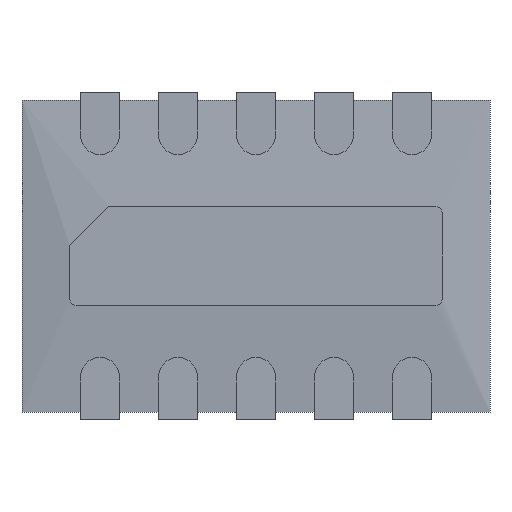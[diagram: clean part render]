
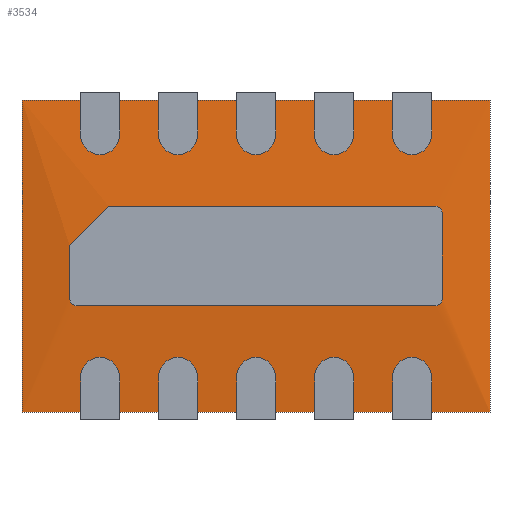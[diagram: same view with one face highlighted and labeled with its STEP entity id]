
A CAD part, front view. The second image highlights one B-rep face of the part: STEP entity #3534.
In plain terms, the highlighted planar face has unit normal (0, -1, 0).
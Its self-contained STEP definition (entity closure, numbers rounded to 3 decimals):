
#3308 = CARTESIAN_POINT ( 'NONE',  ( -1.5, 0.05, -1. ) ) ;
#3309 = VERTEX_POINT ( 'NONE', #3308 ) ;
#3310 = CARTESIAN_POINT ( 'NONE',  ( -1.5, 0.05, 1. ) ) ;
#3311 = VERTEX_POINT ( 'NONE', #3310 ) ;
#3312 = CARTESIAN_POINT ( 'NONE',  ( -1.5, 0.05, 1. ) ) ;
#3313 = DIRECTION ( 'NONE',  ( 0., 0., 1. ) ) ;
#3314 = VECTOR ( 'NONE', #3313, 1000. ) ;
#3315 = LINE ( 'NONE', #3312, #3314 ) ;
#3316 = EDGE_CURVE ( 'NONE', #3309, #3311, #3315, .T. ) ;
#3348 = CARTESIAN_POINT ( 'NONE',  ( 1.5, 0.05, 1. ) ) ;
#3349 = VERTEX_POINT ( 'NONE', #3348 ) ;
#3350 = CARTESIAN_POINT ( 'NONE',  ( 1.5, 0.05, 1. ) ) ;
#3351 = DIRECTION ( 'NONE',  ( 1., 0., 0. ) ) ;
#3352 = VECTOR ( 'NONE', #3351, 1000. ) ;
#3353 = LINE ( 'NONE', #3350, #3352 ) ;
#3354 = EDGE_CURVE ( 'NONE', #3311, #3349, #3353, .T. ) ;
#3379 = CARTESIAN_POINT ( 'NONE',  ( 1.5, 0.05, -1. ) ) ;
#3380 = VERTEX_POINT ( 'NONE', #3379 ) ;
#3381 = CARTESIAN_POINT ( 'NONE',  ( 1.5, 0.05, 1. ) ) ;
#3382 = DIRECTION ( 'NONE',  ( 0., 0., -1. ) ) ;
#3383 = VECTOR ( 'NONE', #3382, 1000. ) ;
#3384 = LINE ( 'NONE', #3381, #3383 ) ;
#3385 = EDGE_CURVE ( 'NONE', #3349, #3380, #3384, .T. ) ;
#3410 = CARTESIAN_POINT ( 'NONE',  ( 1.5, 0.05, -1. ) ) ;
#3411 = DIRECTION ( 'NONE',  ( -1., 0., 0. ) ) ;
#3412 = VECTOR ( 'NONE', #3411, 1000. ) ;
#3413 = LINE ( 'NONE', #3410, #3412 ) ;
#3414 = EDGE_CURVE ( 'NONE', #3380, #3309, #3413, .T. ) ;
#3454 = CARTESIAN_POINT ( 'NONE',  ( 1.195, 0., -0.27 ) ) ;
#3455 = VERTEX_POINT ( 'NONE', #3454 ) ;
#3456 = CARTESIAN_POINT ( 'NONE',  ( 1.195, 0., 0.27 ) ) ;
#3457 = VERTEX_POINT ( 'NONE', #3456 ) ;
#3458 = CARTESIAN_POINT ( 'NONE',  ( 1.195, 0., -0.32 ) ) ;
#3459 = DIRECTION ( 'NONE',  ( 0., 0., 1. ) ) ;
#3460 = VECTOR ( 'NONE', #3459, 1000. ) ;
#3461 = LINE ( 'NONE', #3458, #3460 ) ;
#3462 = EDGE_CURVE ( 'NONE', #3455, #3457, #3461, .T. ) ;
#3463 = ORIENTED_EDGE ( 'NONE', *, *, #3462, .F. ) ;
#3464 = CARTESIAN_POINT ( 'NONE',  ( 1.145, 0., -0.32 ) ) ;
#3465 = VERTEX_POINT ( 'NONE', #3464 ) ;
#3466 = CARTESIAN_POINT ( 'NONE',  ( 1.145, 0., -0.27 ) ) ;
#3467 = DIRECTION ( 'NONE',  ( 0., 1., 0. ) ) ;
#3468 = DIRECTION ( 'NONE',  ( 0., 0., -1. ) ) ;
#3469 = AXIS2_PLACEMENT_3D ( 'NONE', #3466, #3467, #3468 ) ;
#3470 = CIRCLE ( 'NONE', #3469, 0.05) ;
#3471 = EDGE_CURVE ( 'NONE', #3455, #3465, #3470, .T. ) ;
#3472 = ORIENTED_EDGE ( 'NONE', *, *, #3471, .T. ) ;
#3473 = CARTESIAN_POINT ( 'NONE',  ( -1.145, 0., -0.32 ) ) ;
#3474 = VERTEX_POINT ( 'NONE', #3473 ) ;
#3475 = CARTESIAN_POINT ( 'NONE',  ( -1.195, 0., -0.32 ) ) ;
#3476 = DIRECTION ( 'NONE',  ( 1., 0., 0. ) ) ;
#3477 = VECTOR ( 'NONE', #3476, 1000. ) ;
#3478 = LINE ( 'NONE', #3475, #3477 ) ;
#3479 = EDGE_CURVE ( 'NONE', #3474, #3465, #3478, .T. ) ;
#3480 = ORIENTED_EDGE ( 'NONE', *, *, #3479, .F. ) ;
#3481 = CARTESIAN_POINT ( 'NONE',  ( -1.195, 0., -0.27 ) ) ;
#3482 = VERTEX_POINT ( 'NONE', #3481 ) ;
#3483 = CARTESIAN_POINT ( 'NONE',  ( -1.145, 0., -0.27 ) ) ;
#3484 = DIRECTION ( 'NONE',  ( 0., 1., 0. ) ) ;
#3485 = DIRECTION ( 'NONE',  ( 0., 0., -1. ) ) ;
#3486 = AXIS2_PLACEMENT_3D ( 'NONE', #3483, #3484, #3485 ) ;
#3487 = CIRCLE ( 'NONE', #3486, 0.05) ;
#3488 = EDGE_CURVE ( 'NONE', #3474, #3482, #3487, .T. ) ;
#3489 = ORIENTED_EDGE ( 'NONE', *, *, #3488, .T. ) ;
#3490 = CARTESIAN_POINT ( 'NONE',  ( -1.195, 0., 0.07 ) ) ;
#3491 = VERTEX_POINT ( 'NONE', #3490 ) ;
#3492 = CARTESIAN_POINT ( 'NONE',  ( -1.195, 0., -0.32 ) ) ;
#3493 = DIRECTION ( 'NONE',  ( 0., 0., -1. ) ) ;
#3494 = VECTOR ( 'NONE', #3493, 1000. ) ;
#3495 = LINE ( 'NONE', #3492, #3494 ) ;
#3496 = EDGE_CURVE ( 'NONE', #3491, #3482, #3495, .T. ) ;
#3497 = ORIENTED_EDGE ( 'NONE', *, *, #3496, .F. ) ;
#3498 = CARTESIAN_POINT ( 'NONE',  ( -0.945, 0., 0.32 ) ) ;
#3499 = VERTEX_POINT ( 'NONE', #3498 ) ;
#3500 = CARTESIAN_POINT ( 'NONE',  ( -1.195, 0., 0.07 ) ) ;
#3501 = DIRECTION ( 'NONE',  ( 0.707, 0., 0.707 ) ) ;
#3502 = VECTOR ( 'NONE', #3501, 1000. ) ;
#3503 = LINE ( 'NONE', #3500, #3502 ) ;
#3504 = EDGE_CURVE ( 'NONE', #3491, #3499, #3503, .T. ) ;
#3505 = ORIENTED_EDGE ( 'NONE', *, *, #3504, .T. ) ;
#3506 = CARTESIAN_POINT ( 'NONE',  ( 1.145, 0., 0.32 ) ) ;
#3507 = VERTEX_POINT ( 'NONE', #3506 ) ;
#3508 = CARTESIAN_POINT ( 'NONE',  ( -1.195, 0., 0.32 ) ) ;
#3509 = DIRECTION ( 'NONE',  ( -1., 0., 0. ) ) ;
#3510 = VECTOR ( 'NONE', #3509, 1000. ) ;
#3511 = LINE ( 'NONE', #3508, #3510 ) ;
#3512 = EDGE_CURVE ( 'NONE', #3507, #3499, #3511, .T. ) ;
#3513 = ORIENTED_EDGE ( 'NONE', *, *, #3512, .F. ) ;
#3514 = CARTESIAN_POINT ( 'NONE',  ( 1.145, 0., 0.27 ) ) ;
#3515 = DIRECTION ( 'NONE',  ( 0., 1., 0. ) ) ;
#3516 = DIRECTION ( 'NONE',  ( 0., 0., -1. ) ) ;
#3517 = AXIS2_PLACEMENT_3D ( 'NONE', #3514, #3515, #3516 ) ;
#3518 = CIRCLE ( 'NONE', #3517, 0.05) ;
#3519 = EDGE_CURVE ( 'NONE', #3507, #3457, #3518, .T. ) ;
#3520 = ORIENTED_EDGE ( 'NONE', *, *, #3519, .T. ) ;
#3521 = EDGE_LOOP ( 'NONE', ( #3463, #3472, #3480, #3489, #3497, #3505, #3513, #3520 ) ) ;
#3522 = FACE_BOUND ( 'NONE', #3521, .T. ) ;
#3523 = ORIENTED_EDGE ( 'NONE', *, *, #3316, .F. ) ;
#3524 = ORIENTED_EDGE ( 'NONE', *, *, #3414, .F. ) ;
#3525 = ORIENTED_EDGE ( 'NONE', *, *, #3385, .F. ) ;
#3526 = ORIENTED_EDGE ( 'NONE', *, *, #3354, .F. ) ;
#3527 = EDGE_LOOP ( 'NONE', ( #3523, #3524, #3525, #3526 ) ) ;
#3528 = FACE_OUTER_BOUND ( 'NONE', #3527, .T. ) ;
#3529 = CARTESIAN_POINT ( 'NONE',  ( 0., 0.05, 0. ) ) ;
#3530 = DIRECTION ( 'NONE',  ( 0., 1., 0. ) ) ;
#3531 = DIRECTION ( 'NONE',  ( 0., 0., 1. ) ) ;
#3532 = AXIS2_PLACEMENT_3D ( 'NONE', #3529, #3530, #3531 ) ;
#3533 = PLANE ( 'NONE', #3532 ) ;
#3534 = ADVANCED_FACE ( 'NONE', ( #3522, #3528 ), #3533, .F. ) ;
